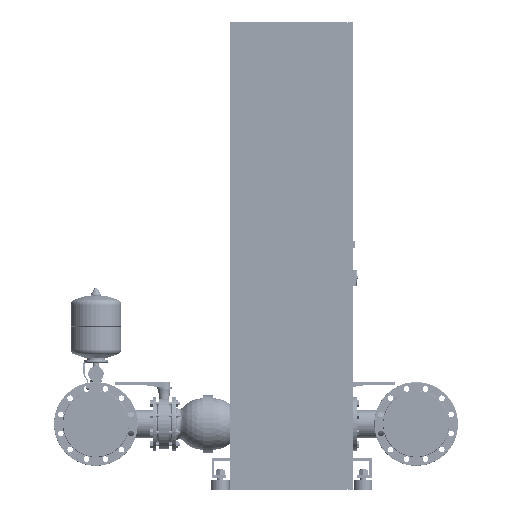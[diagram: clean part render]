
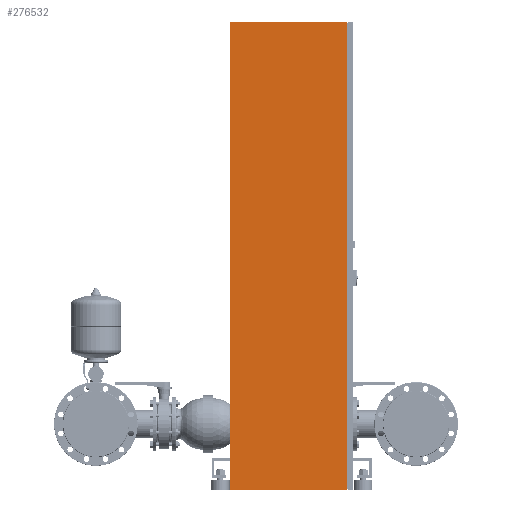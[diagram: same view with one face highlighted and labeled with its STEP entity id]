
A CAD part, left-side view. The second image highlights one B-rep face of the part: STEP entity #276532.
In plain terms, the highlighted planar face has unit normal (-1, 0, 0).
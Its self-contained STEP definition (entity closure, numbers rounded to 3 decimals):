
#276493=CARTESIAN_POINT('',(-1150.0,250.0,0.0));
#276494=DIRECTION('',(-1.0,0.0,0.0));
#276495=DIRECTION('',(0.0,-1.0,0.0));
#276496=AXIS2_PLACEMENT_3D('',#276493,#276494,#276495);
#276497=PLANE('',#276496);
#276498=CARTESIAN_POINT('',(-1150.0,-225.0,0.));
#276499=VERTEX_POINT('',#276498);
#276500=CARTESIAN_POINT('',(-1150.,-225.,1900.0));
#276501=VERTEX_POINT('',#276500);
#276502=CARTESIAN_POINT('',(-1150.0,-225.0,0.));
#276503=DIRECTION('',(0.0,0.0,1.0));
#276504=VECTOR('',#276503,1900.0);
#276505=LINE('',#276502,#276504);
#276506=EDGE_CURVE('',#276499,#276501,#276505,.T.);
#276507=ORIENTED_EDGE('',*,*,#276506,.T.);
#276508=CARTESIAN_POINT('',(-1150.,250.,1900.0));
#276509=VERTEX_POINT('',#276508);
#276510=CARTESIAN_POINT('',(-1150.,250.,1900.0));
#276511=DIRECTION('',(0.0,-1.0,0.0));
#276512=VECTOR('',#276511,475.0);
#276513=LINE('',#276510,#276512);
#276514=EDGE_CURVE('',#276509,#276501,#276513,.T.);
#276515=ORIENTED_EDGE('',*,*,#276514,.F.);
#276516=CARTESIAN_POINT('',(-1150.0,250.0,0.0));
#276517=VERTEX_POINT('',#276516);
#276518=CARTESIAN_POINT('',(-1150.,250.,1900.0));
#276519=DIRECTION('',(0.0,0.0,-1.0));
#276520=VECTOR('',#276519,1900.0);
#276521=LINE('',#276518,#276520);
#276522=EDGE_CURVE('',#276509,#276517,#276521,.T.);
#276523=ORIENTED_EDGE('',*,*,#276522,.T.);
#276524=CARTESIAN_POINT('',(-1150.0,250.0,0.0));
#276525=DIRECTION('',(0.0,-1.0,0.0));
#276526=VECTOR('',#276525,475.0);
#276527=LINE('',#276524,#276526);
#276528=EDGE_CURVE('',#276517,#276499,#276527,.T.);
#276529=ORIENTED_EDGE('',*,*,#276528,.T.);
#276530=EDGE_LOOP('',(#276507,#276515,#276523,#276529));
#276531=FACE_OUTER_BOUND('',#276530,.T.);
#276532=ADVANCED_FACE('',(#276531),#276497,.T.);
